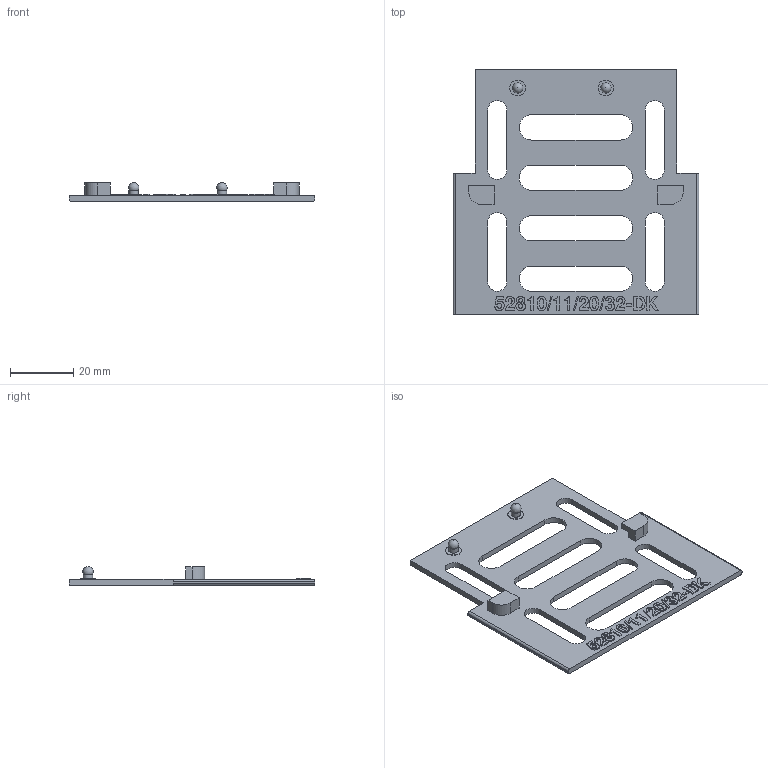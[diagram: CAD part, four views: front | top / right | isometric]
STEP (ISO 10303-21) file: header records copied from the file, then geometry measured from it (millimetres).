
FILE_DESCRIPTION(('Open CASCADE Model'),'2;1');
FILE_NAME('Open CASCADE Shape Model','2025-05-19T13:13:31',('Author'),( 'Open CASCADE'),'Open CASCADE STEP processor 7.7','Open CASCADE 7.7' ,'Unknown');
FILE_SCHEMA(('AUTOMOTIVE_DESIGN { 1 0 10303 214 1 1 1 1 }'));
Length unit declared in the file: millimetre
Products named in the file (1): Open CASCADE STEP translator 7.7 67
Bounding box: 78 x 78 x 5.9 mm (x, y, z)
Volume: 7680.4 mm3; surface area: 9917 mm2
Topology: 1 solids, 1 shells, 356 faces, 982 edges, 654 vertices
Faces by surface type: extrusion 183, plane 145, cylinder 26, sphere 2
Full cylindrical faces by diameter (mm): 3 x2, 5 x2
Entity records: 24248 total; most frequent: CARTESIAN_POINT 5905, DIRECTION 2719, VECTOR 2223, LINE 2040, ORIENTED_EDGE 1960, PCURVE 1960, DEFINITIONAL_REPRESENTATION 1960, EDGE_CURVE 980
